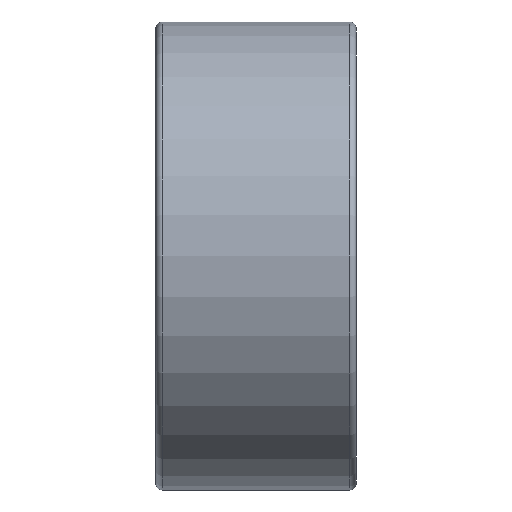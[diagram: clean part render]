
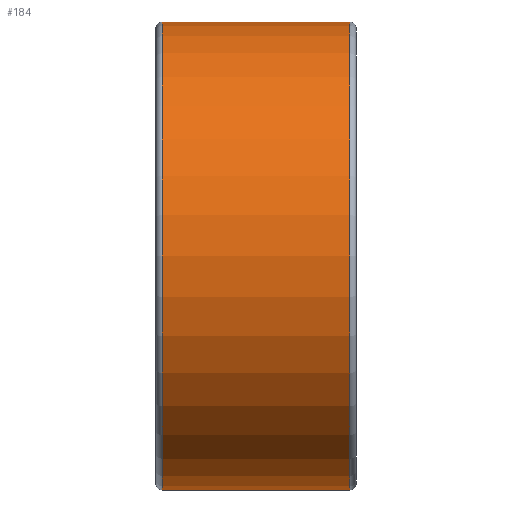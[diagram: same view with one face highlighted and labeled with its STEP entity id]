
A CAD part, front view. The second image highlights one B-rep face of the part: STEP entity #184.
In plain terms, the highlighted cylindrical face has radius 3.5 mm (diameter 7 mm), a full revolution.
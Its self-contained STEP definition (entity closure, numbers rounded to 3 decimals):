
#27=LINE('',#349,#31);
#31=VECTOR('',#290,3.5);
#35=CYLINDRICAL_SURFACE('',#231,3.5);
#44=FACE_OUTER_BOUND('',#58,.T.);
#58=EDGE_LOOP('',(#154,#155,#156,#157,#158,#159));
#77=CIRCLE('',#229,3.5);
#78=CIRCLE('',#230,3.5);
#79=CIRCLE('',#232,3.5);
#80=CIRCLE('',#233,3.5);
#94=VERTEX_POINT('',#342);
#95=VERTEX_POINT('',#344);
#96=VERTEX_POINT('',#348);
#97=VERTEX_POINT('',#350);
#115=EDGE_CURVE('',#94,#95,#77,.T.);
#116=EDGE_CURVE('',#95,#94,#78,.T.);
#117=EDGE_CURVE('',#95,#96,#27,.T.);
#118=EDGE_CURVE('',#97,#96,#79,.T.);
#119=EDGE_CURVE('',#96,#97,#80,.T.);
#154=ORIENTED_EDGE('',*,*,#116,.F.);
#155=ORIENTED_EDGE('',*,*,#117,.T.);
#156=ORIENTED_EDGE('',*,*,#118,.F.);
#157=ORIENTED_EDGE('',*,*,#119,.F.);
#158=ORIENTED_EDGE('',*,*,#117,.F.);
#159=ORIENTED_EDGE('',*,*,#115,.F.);
#184=ADVANCED_FACE('',(#44),#35,.T.);
#229=AXIS2_PLACEMENT_3D('',#345,#284,#285);
#230=AXIS2_PLACEMENT_3D('',#346,#286,#287);
#231=AXIS2_PLACEMENT_3D('',#347,#288,#289);
#232=AXIS2_PLACEMENT_3D('',#351,#291,#292);
#233=AXIS2_PLACEMENT_3D('',#352,#293,#294);
#284=DIRECTION('center_axis',(1.,0.,0.));
#285=DIRECTION('ref_axis',(0.,-1.,0.));
#286=DIRECTION('center_axis',(1.,0.,0.));
#287=DIRECTION('ref_axis',(0.,-1.,0.));
#288=DIRECTION('center_axis',(1.,0.,0.));
#289=DIRECTION('ref_axis',(0.,1.,0.));
#290=DIRECTION('',(-1.,0.,0.));
#291=DIRECTION('center_axis',(-1.,0.,0.));
#292=DIRECTION('ref_axis',(0.,-1.,0.));
#293=DIRECTION('center_axis',(-1.,0.,0.));
#294=DIRECTION('ref_axis',(0.,-1.,0.));
#342=CARTESIAN_POINT('',(2.9,0.,3.5));
#344=CARTESIAN_POINT('',(2.9,-3.5,0.));
#345=CARTESIAN_POINT('Origin',(2.9,0.,0.));
#346=CARTESIAN_POINT('Origin',(2.9,0.,0.));
#347=CARTESIAN_POINT('Origin',(1.5,0.,0.));
#348=CARTESIAN_POINT('',(0.1,-3.5,0.));
#349=CARTESIAN_POINT('',(1.5,-3.5,0.));
#350=CARTESIAN_POINT('',(0.1,0.,3.5));
#351=CARTESIAN_POINT('Origin',(0.1,0.,0.));
#352=CARTESIAN_POINT('Origin',(0.1,0.,0.));
